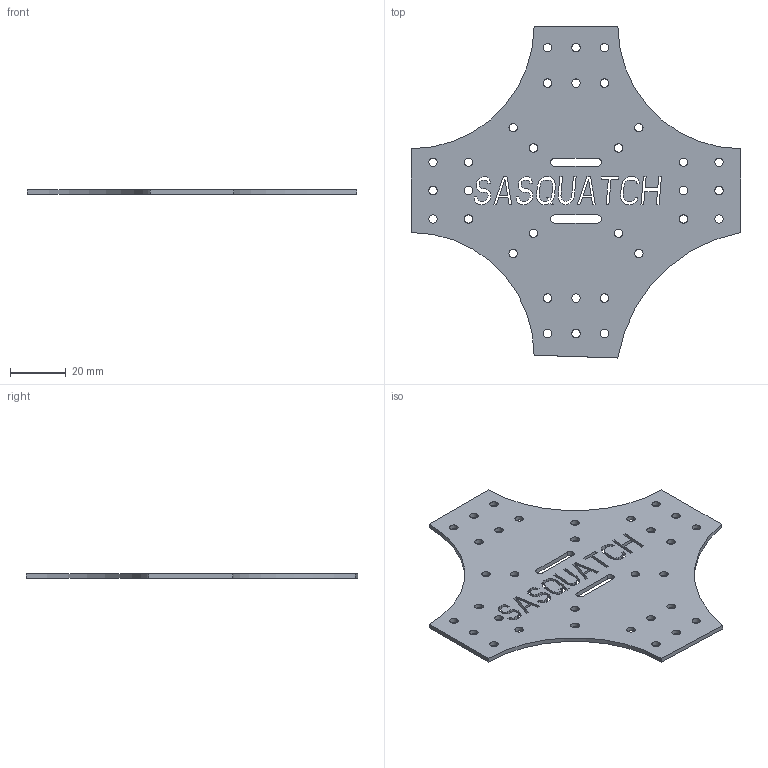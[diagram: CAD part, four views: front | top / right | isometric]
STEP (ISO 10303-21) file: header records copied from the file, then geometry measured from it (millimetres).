
FILE_DESCRIPTION((''),'2;1');
FILE_NAME('SAS','2014-01-24T',('jmarcus'),(''),'PRO/ENGINEER BY PARAMETRIC TECHNOLOGY CORPORATION, 2007230','PRO/ENGINEER BY PARAMETRIC TECHNOLOGY CORPORATION, 2007230','');
FILE_SCHEMA(('CONFIG_CONTROL_DESIGN'));
Length unit declared in the file: millimetre
Products named in the file (1): SAS
Bounding box: 117.86 x 118.85 x 1.59 mm (x, y, z)
Volume: 11861.9 mm3; surface area: 16793.8 mm2
Topology: 4 solids, 4 shells, 353 faces, 1035 edges, 690 vertices
Faces by surface type: plane 281, cylinder 72
Entity records: 11817 total; most frequent: CARTESIAN_POINT 2078, ORIENTED_EDGE 2070, DIRECTION 1885, EDGE_CURVE 1035, VECTOR 891, LINE 891, VERTEX_POINT 690, AXIS2_PLACEMENT_3D 497
